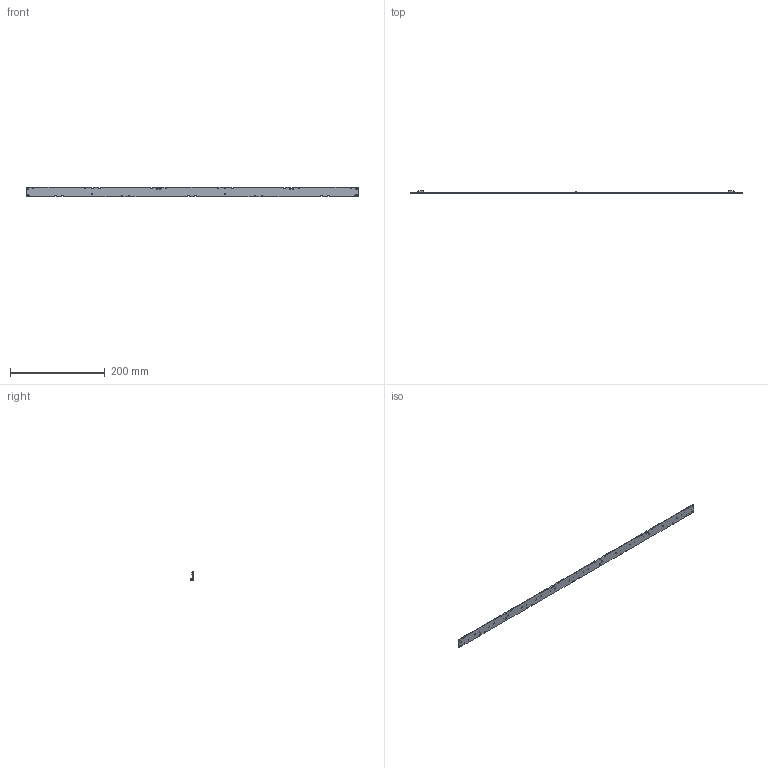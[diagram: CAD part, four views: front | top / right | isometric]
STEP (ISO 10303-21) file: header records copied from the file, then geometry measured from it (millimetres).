
FILE_DESCRIPTION (( 'STEP AP214' ), '1' );
FILE_NAME ('WU-M-553.STEP', '2016-09-29T08:24:13', ( 'Admin' ), ( 'Microsoft' ), 'SwSTEP 2.0', 'SolidWorks 2016', '' );
FILE_SCHEMA (( 'AUTOMOTIVE_DESIGN' ));
Length unit declared in the file: millimetre
Products named in the file (59): Nichia NFSL757GT; 602607-00G2_L70W2_50LED_ v.01; WU-M-553; 2060-451; DO214AC
Assembly tree (54 placements, depth 2):
  Nichia NFSL757GT
  602607-00G2_L70W2_50LED_ v.01
  Nichia NFSL757GT
  Nichia NFSL757GT
  WU-M-553
    602607-00G2_L70W2_50LED_ v.01
    Nichia NFSL757GT  x50
    DO214AC
    2060-451  x2
Bounding box: 699.61 x 6.1 x 20.01 mm (x, y, z)
Volume: 22611.8 mm3; surface area: 32129.9 mm2
Topology: 54 solids, 54 shells, 4628 faces, 12046 edges, 8012 vertices
Faces by surface type: plane 3507, cylinder 1023, bspline 98
Entity records: 82893 total; most frequent: CARTESIAN_POINT 17000, ORIENTED_EDGE 12638, DIRECTION 12147, EDGE_CURVE 6319, VECTOR 4533, LINE 4533, VERTEX_POINT 4200, AXIS2_PLACEMENT_3D 3807
